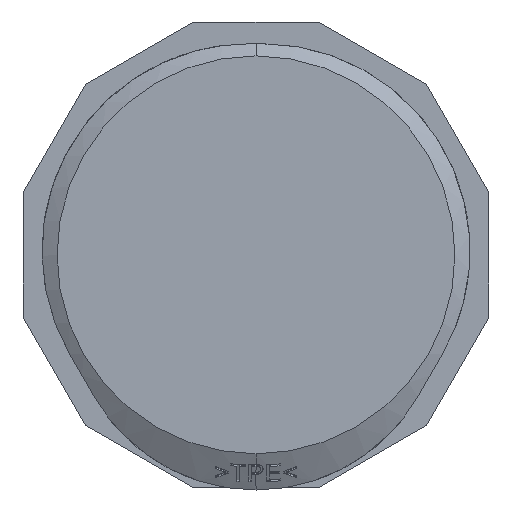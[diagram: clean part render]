
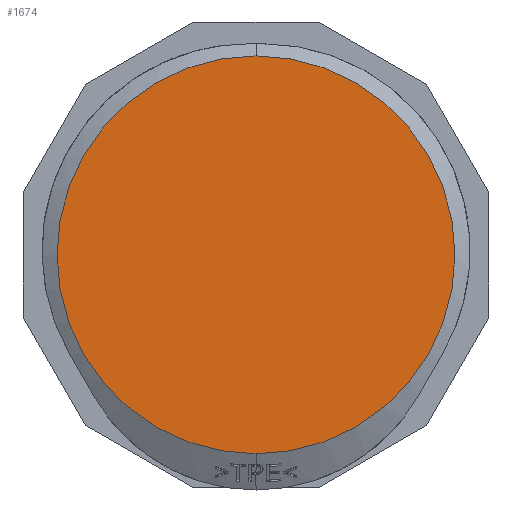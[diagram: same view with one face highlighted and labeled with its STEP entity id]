
A CAD part, front view. The second image highlights one B-rep face of the part: STEP entity #1674.
In plain terms, the highlighted planar face has unit normal (0, -1, 0).
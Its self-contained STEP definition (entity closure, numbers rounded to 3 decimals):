
#607=CIRCLE('',#12202,24.75);
#608=CIRCLE('',#12204,24.75);
#1674=ADVANCED_FACE('KES-E-R 50/9-A',(#2679),#2055,.F.);
#2055=PLANE('',#12206);
#2679=FACE_OUTER_BOUND('',#3362,.T.);
#3362=EDGE_LOOP('',(#6626,#6627));
#6626=ORIENTED_EDGE('',*,*,#9330,.F.);
#6627=ORIENTED_EDGE('',*,*,#9326,.F.);
#7692=VERTEX_POINT('',#25546);
#7693=VERTEX_POINT('',#25548);
#9326=EDGE_CURVE('GENERATED CIRCLE',#7692,#7693,#607,.T.);
#9330=EDGE_CURVE('GENERATED CIRCLE',#7693,#7692,#608,.T.);
#12202=AXIS2_PLACEMENT_3D('',#25547,#14928,#14929);
#12204=AXIS2_PLACEMENT_3D('',#25570,#14934,#14935);
#12206=AXIS2_PLACEMENT_3D('',#25572,#14938,#14939);
#14928=DIRECTION('',(0.,1.,0.));
#14929=DIRECTION('',(1.,0.,0.));
#14934=DIRECTION('',(0.,1.,0.));
#14935=DIRECTION('',(1.,0.,0.));
#14938=DIRECTION('',(0.,1.,0.));
#14939=DIRECTION('',(0.,0.,-1.));
#25546=CARTESIAN_POINT('',(0.,0.,-24.75));
#25547=CARTESIAN_POINT('',(0.,0.,0.));
#25548=CARTESIAN_POINT('',(0.,0.,24.75));
#25570=CARTESIAN_POINT('',(0.,0.,0.));
#25572=CARTESIAN_POINT('',(0.,0.,0.));
